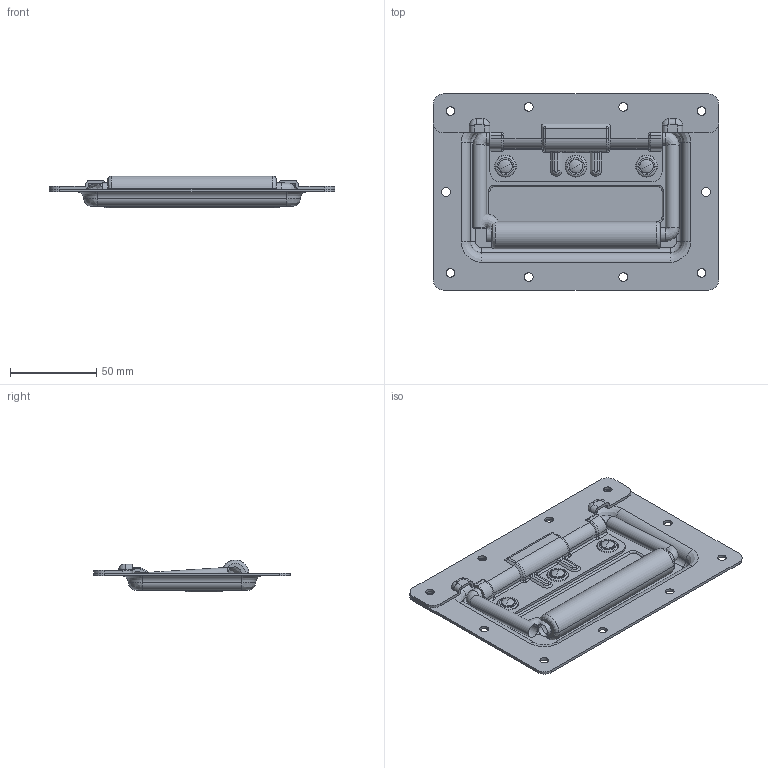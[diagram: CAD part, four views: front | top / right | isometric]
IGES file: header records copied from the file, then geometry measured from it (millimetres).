
Start section: SolidWorks IGES file using analytic representation for surfaces
Global section: file name: 34102.IGS; native system: SolidWorks 2011; preprocessor: SolidWorks 2011; author: martinb; date: 110117.102352; units: millimetre
Bounding box: 166 x 114 x 18.58 mm (x, y, z)
Volume: 73263.5 mm3; surface area: 69061 mm2
Topology: 6 solids, 6 shells, 466 faces, 1117 edges, 658 vertices
Faces by surface type: revolution 333, plane 117, bspline 16
